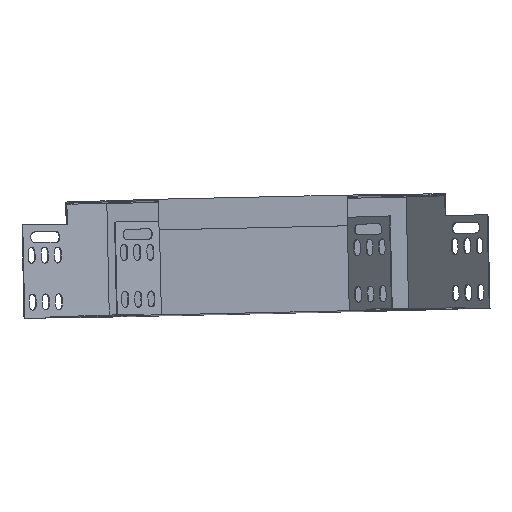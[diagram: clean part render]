
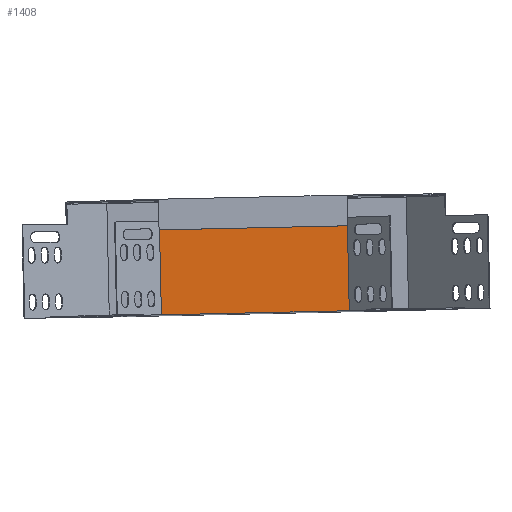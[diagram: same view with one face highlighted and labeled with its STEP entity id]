
A CAD part, top view. The second image highlights one B-rep face of the part: STEP entity #1408.
In plain terms, the highlighted planar face has unit normal (-0.027, 0.006, 1).
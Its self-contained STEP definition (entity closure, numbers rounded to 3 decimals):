
#97 = VECTOR ( 'NONE', #357, 1000. ) ;
#122 = ORIENTED_EDGE ( 'NONE', *, *, #4228, .T. ) ;
#154 = VERTEX_POINT ( 'NONE', #1492 ) ;
#265 = LINE ( 'NONE', #3243, #97 ) ;
#357 = DIRECTION ( 'NONE',  ( 0.999, 0.022, 0.027 ) ) ;
#448 = PLANE ( 'NONE',  #2953 ) ;
#611 = CARTESIAN_POINT ( 'NONE',  ( -234.427, 73.626, 148.152 ) ) ;
#946 = CARTESIAN_POINT ( 'NONE',  ( -236.609, 158.597, 147.601 ) ) ;
#1018 = DIRECTION ( 'NONE',  ( 0.027, -0.006, -1. ) ) ;
#1026 = CARTESIAN_POINT ( 'NONE',  ( -235.951, 143.608, 147.705 ) ) ;
#1057 = VECTOR ( 'NONE', #2192, 1000. ) ;
#1227 = LINE ( 'NONE', #3296, #2653 ) ;
#1408 = ADVANCED_FACE ( 'NONE', ( #6506 ), #448, .F. ) ;
#1492 = CARTESIAN_POINT ( 'NONE',  ( -236.282, 143.6, 147.696 ) ) ;
#1616 = LINE ( 'NONE', #4372, #4465 ) ;
#1644 = ORIENTED_EDGE ( 'NONE', *, *, #3777, .F. ) ;
#2173 = DIRECTION ( 'NONE',  ( -0.022, 1., -0.006 ) ) ;
#2192 = DIRECTION ( 'NONE',  ( 0.022, -1., 0.006 ) ) ;
#2462 = ORIENTED_EDGE ( 'NONE', *, *, #3827, .F. ) ;
#2469 = LINE ( 'NONE', #6212, #3775 ) ;
#2653 = VECTOR ( 'NONE', #4894, 1000. ) ;
#2827 = LINE ( 'NONE', #4420, #1057 ) ;
#2953 = AXIS2_PLACEMENT_3D ( 'NONE', #4436, #1018, #4935 ) ;
#3004 = VECTOR ( 'NONE', #6327, 1000. ) ;
#3060 = VERTEX_POINT ( 'NONE', #5174 ) ;
#3187 = ORIENTED_EDGE ( 'NONE', *, *, #3789, .T. ) ;
#3243 = CARTESIAN_POINT ( 'NONE',  ( -235.558, 73.601, 148.121 ) ) ;
#3296 = CARTESIAN_POINT ( 'NONE',  ( -234.776, 74.418, 148.138 ) ) ;
#3299 = CARTESIAN_POINT ( 'NONE',  ( -95.278, 146.696, 151.509 ) ) ;
#3490 = VERTEX_POINT ( 'NONE', #611 ) ;
#3766 = EDGE_CURVE ( 'NONE', #3490, #3877, #265, .T. ) ;
#3775 = VECTOR ( 'NONE', #6698, 1000. ) ;
#3777 = EDGE_CURVE ( 'NONE', #6768, #4768, #1616, .T. ) ;
#3789 = EDGE_CURVE ( 'NONE', #6768, #6912, #5071, .T. ) ;
#3794 = EDGE_CURVE ( 'NONE', #6912, #3060, #5605, .T. ) ;
#3815 = EDGE_CURVE ( 'NONE', #3060, #154, #1227, .T. ) ;
#3827 = EDGE_CURVE ( 'NONE', #6699, #154, #4142, .T. ) ;
#3829 = EDGE_CURVE ( 'NONE', #6699, #3490, #2827, .T. ) ;
#3877 = VERTEX_POINT ( 'NONE', #6850 ) ;
#4142 = LINE ( 'NONE', #5393, #6587 ) ;
#4228 = EDGE_CURVE ( 'NONE', #3877, #4768, #2469, .T. ) ;
#4314 = VECTOR ( 'NONE', #2173, 1000. ) ;
#4372 = CARTESIAN_POINT ( 'NONE',  ( -94.947, 146.703, 151.518 ) ) ;
#4420 = CARTESIAN_POINT ( 'NONE',  ( -235.951, 143.608, 147.705 ) ) ;
#4436 = CARTESIAN_POINT ( 'NONE',  ( -236.609, 158.597, 147.601 ) ) ;
#4465 = VECTOR ( 'NONE', #4855, 1000. ) ;
#4501 = CARTESIAN_POINT ( 'NONE',  ( -94.947, 146.703, 151.518 ) ) ;
#4768 = VERTEX_POINT ( 'NONE', #3299 ) ;
#4781 = ORIENTED_EDGE ( 'NONE', *, *, #3815, .T. ) ;
#4855 = DIRECTION ( 'NONE',  ( -0.999, -0.022, -0.027 ) ) ;
#4894 = DIRECTION ( 'NONE',  ( 0.022, -1., 0.006 ) ) ;
#4935 = DIRECTION ( 'NONE',  ( -0.999, -0.022, -0.027 ) ) ;
#5071 = LINE ( 'NONE', #5369, #4314 ) ;
#5174 = CARTESIAN_POINT ( 'NONE',  ( -236.609, 158.597, 147.601 ) ) ;
#5295 = ORIENTED_EDGE ( 'NONE', *, *, #3829, .T. ) ;
#5369 = CARTESIAN_POINT ( 'NONE',  ( -93.44, 77.521, 151.959 ) ) ;
#5393 = CARTESIAN_POINT ( 'NONE',  ( -235.951, 143.608, 147.705 ) ) ;
#5565 = CARTESIAN_POINT ( 'NONE',  ( -95.273, 161.699, 151.422 ) ) ;
#5605 = LINE ( 'NONE', #946, #3004 ) ;
#5707 = EDGE_LOOP ( 'NONE', ( #5772, #122, #1644, #3187, #5926, #4781, #2462, #5295 ) ) ;
#5772 = ORIENTED_EDGE ( 'NONE', *, *, #3766, .T. ) ;
#5881 = DIRECTION ( 'NONE',  ( -0.999, -0.022, -0.027 ) ) ;
#5926 = ORIENTED_EDGE ( 'NONE', *, *, #3794, .T. ) ;
#6212 = CARTESIAN_POINT ( 'NONE',  ( -93.771, 77.514, 151.95 ) ) ;
#6327 = DIRECTION ( 'NONE',  ( -0.999, -0.022, -0.027 ) ) ;
#6506 = FACE_OUTER_BOUND ( 'NONE', #5707, .T. ) ;
#6587 = VECTOR ( 'NONE', #5881, 1000. ) ;
#6698 = DIRECTION ( 'NONE',  ( -0.022, 1., -0.006 ) ) ;
#6699 = VERTEX_POINT ( 'NONE', #1026 ) ;
#6768 = VERTEX_POINT ( 'NONE', #4501 ) ;
#6850 = CARTESIAN_POINT ( 'NONE',  ( -93.754, 76.714, 151.955 ) ) ;
#6912 = VERTEX_POINT ( 'NONE', #5565 ) ;
